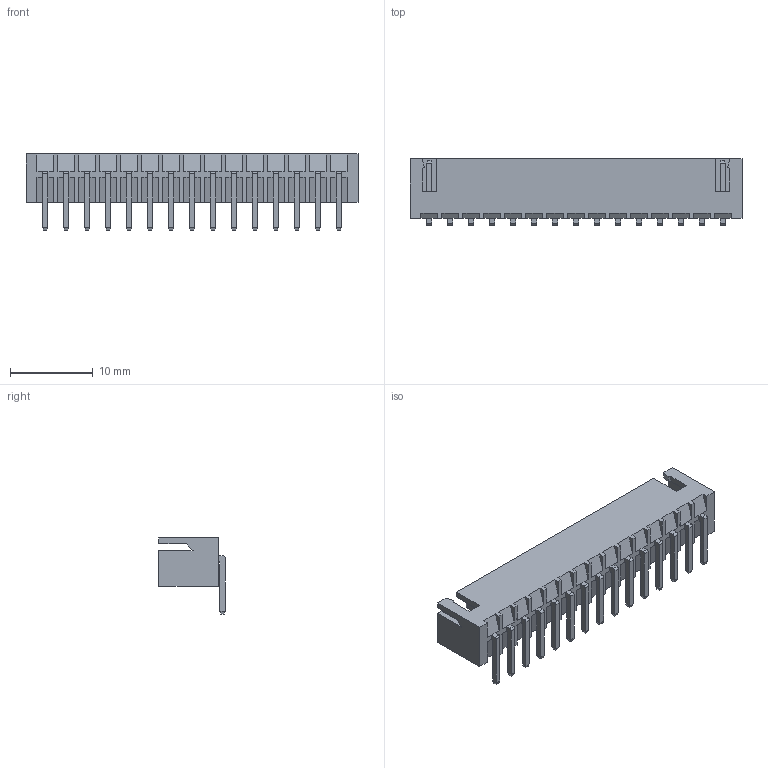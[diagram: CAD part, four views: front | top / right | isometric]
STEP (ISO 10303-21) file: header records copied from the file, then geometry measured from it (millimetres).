
FILE_DESCRIPTION(/* description */ ('Unknown'),/* implementation_level */ '2;1');
FILE_NAME(/* name */ 'JST - XH - Thru (R) - 15Pin - 2.54mm',/* time_stamp */ '2018-11-26T21:18:41-05:00',/* author */ ('Unknown'),/* organization */ ('Unknown'),/* preprocessor_version */ 'ST-DEVELOPER v16.7',/* originating_system */ 'DEX',/* authorisation */ $);
FILE_SCHEMA (('AUTOMOTIVE_DESIGN {1 0 10303 214 3 1 1}'));
Length unit declared in the file: millimetre
Products named in the file (1): JST - XH - Thru (R) - 15Pin - 2.54mm
Bounding box: 40.23 x 8.04 x 9.22 mm (x, y, z)
Volume: 597.5 mm3; surface area: 2207.5 mm2
Topology: 1 solids, 21 shells, 621 faces, 1512 edges, 948 vertices
Faces by surface type: plane 551, bspline 40, cylinder 30
Entity records: 23332 total; most frequent: CARTESIAN_POINT 5100, ORIENTED_EDGE 3016, DIRECTION 2466, EDGE_CURVE 1508, LINE 1182, VECTOR 1182, VERTEX_POINT 948, EDGE_LOOP 652
